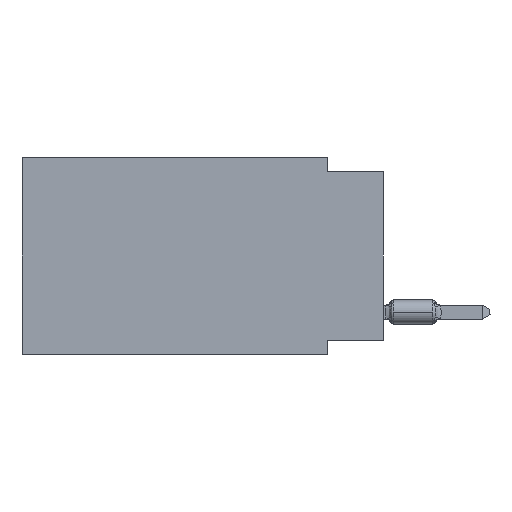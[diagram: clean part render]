
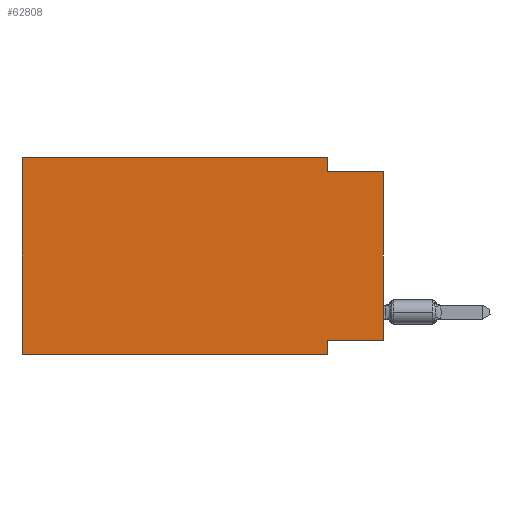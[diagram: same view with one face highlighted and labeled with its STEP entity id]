
A CAD part, left-side view. The second image highlights one B-rep face of the part: STEP entity #62808.
In plain terms, the highlighted planar face has unit normal (-1, 0, 0).
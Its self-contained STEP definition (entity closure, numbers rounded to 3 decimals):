
#515 = ORIENTED_EDGE ( 'NONE', *, *, #36134, .T. ) ;
#619 = FACE_OUTER_BOUND ( 'NONE', #3691, .T. ) ;
#1775 = VECTOR ( 'NONE', #27211, 1000. ) ;
#3691 = EDGE_LOOP ( 'NONE', ( #41841, #73869, #85380, #15176, #17256, #515, #6645, #85324 ) ) ;
#3738 = DIRECTION ( 'NONE',  ( 0., 0., -1. ) ) ;
#4765 = CARTESIAN_POINT ( 'NONE',  ( 0., 16.383, 0. ) ) ;
#5329 = DIRECTION ( 'NONE',  ( 0., 1., 0. ) ) ;
#6645 = ORIENTED_EDGE ( 'NONE', *, *, #55484, .F. ) ;
#7804 = CARTESIAN_POINT ( 'NONE',  ( 0., 16.383, 0. ) ) ;
#8050 = DIRECTION ( 'NONE',  ( 0., 0., 1. ) ) ;
#8948 = VERTEX_POINT ( 'NONE', #68319 ) ;
#9860 = LINE ( 'NONE', #71992, #45841 ) ;
#9908 = VERTEX_POINT ( 'NONE', #86922 ) ;
#11553 = EDGE_CURVE ( 'NONE', #87909, #73973, #9860, .T. ) ;
#12539 = LINE ( 'NONE', #12977, #75707 ) ;
#12977 = CARTESIAN_POINT ( 'NONE',  ( 0., 0., 0. ) ) ;
#13213 = DIRECTION ( 'NONE',  ( 1., 0., 0. ) ) ;
#15176 = ORIENTED_EDGE ( 'NONE', *, *, #11553, .F. ) ;
#17256 = ORIENTED_EDGE ( 'NONE', *, *, #28074, .F. ) ;
#20900 = AXIS2_PLACEMENT_3D ( 'NONE', #7804, #13213, #54645 ) ;
#21243 = EDGE_CURVE ( 'NONE', #48933, #28684, #70033, .T. ) ;
#22438 = DIRECTION ( 'NONE',  ( 0., 0., -1. ) ) ;
#23037 = CARTESIAN_POINT ( 'NONE',  ( 0., 2.54, -0.635 ) ) ;
#27211 = DIRECTION ( 'NONE',  ( 0., -1., 0. ) ) ;
#28074 = EDGE_CURVE ( 'NONE', #8948, #87909, #62985, .T. ) ;
#28599 = DIRECTION ( 'NONE',  ( 0., -1., 0. ) ) ;
#28684 = VERTEX_POINT ( 'NONE', #32175 ) ;
#32175 = CARTESIAN_POINT ( 'NONE',  ( 0., 0., -0.635 ) ) ;
#34821 = VERTEX_POINT ( 'NONE', #66413 ) ;
#34902 = CARTESIAN_POINT ( 'NONE',  ( 0., 0., -0.635 ) ) ;
#36134 = EDGE_CURVE ( 'NONE', #8948, #9908, #82597, .T. ) ;
#38532 = VECTOR ( 'NONE', #28599, 1000. ) ;
#41841 = ORIENTED_EDGE ( 'NONE', *, *, #75762, .T. ) ;
#42503 = CARTESIAN_POINT ( 'NONE',  ( 0., 16.383, -8.89 ) ) ;
#43146 = CARTESIAN_POINT ( 'NONE',  ( 0., 16.383, 0. ) ) ;
#44696 = LINE ( 'NONE', #57755, #87612 ) ;
#45400 = CARTESIAN_POINT ( 'NONE',  ( 0., 0., -8.255 ) ) ;
#45841 = VECTOR ( 'NONE', #64785, 1000. ) ;
#48933 = VERTEX_POINT ( 'NONE', #23037 ) ;
#54645 = DIRECTION ( 'NONE',  ( 0., 0., -1. ) ) ;
#55484 = EDGE_CURVE ( 'NONE', #69628, #9908, #44696, .T. ) ;
#55599 = VECTOR ( 'NONE', #8050, 1000. ) ;
#57755 = CARTESIAN_POINT ( 'NONE',  ( 0., 2.54, -8.89 ) ) ;
#62737 = PLANE ( 'NONE',  #20900 ) ;
#62808 = ADVANCED_FACE ( 'NONE', ( #619 ), #62737, .F. ) ;
#62985 = LINE ( 'NONE', #43146, #55599 ) ;
#62991 = CARTESIAN_POINT ( 'NONE',  ( 0., 2.54, 0. ) ) ;
#63197 = CARTESIAN_POINT ( 'NONE',  ( 0., 2.54, -8.255 ) ) ;
#63589 = CARTESIAN_POINT ( 'NONE',  ( 0., 2.54, 0. ) ) ;
#64785 = DIRECTION ( 'NONE',  ( 0., -1., 0. ) ) ;
#66413 = CARTESIAN_POINT ( 'NONE',  ( 0., 0., -8.255 ) ) ;
#68319 = CARTESIAN_POINT ( 'NONE',  ( 0., 16.383, -8.89 ) ) ;
#68354 = DIRECTION ( 'NONE',  ( 0., 0., 1. ) ) ;
#69628 = VERTEX_POINT ( 'NONE', #63197 ) ;
#70033 = LINE ( 'NONE', #34902, #38532 ) ;
#71327 = EDGE_CURVE ( 'NONE', #73973, #48933, #76068, .T. ) ;
#71992 = CARTESIAN_POINT ( 'NONE',  ( 0., 16.383, 0. ) ) ;
#73869 = ORIENTED_EDGE ( 'NONE', *, *, #21243, .F. ) ;
#73973 = VERTEX_POINT ( 'NONE', #63589 ) ;
#75707 = VECTOR ( 'NONE', #68354, 1000. ) ;
#75762 = EDGE_CURVE ( 'NONE', #34821, #28684, #12539, .T. ) ;
#76068 = LINE ( 'NONE', #62991, #77447 ) ;
#76324 = EDGE_CURVE ( 'NONE', #34821, #69628, #86377, .T. ) ;
#77447 = VECTOR ( 'NONE', #22438, 1000. ) ;
#82597 = LINE ( 'NONE', #42503, #1775 ) ;
#84140 = VECTOR ( 'NONE', #5329, 1000. ) ;
#85324 = ORIENTED_EDGE ( 'NONE', *, *, #76324, .F. ) ;
#85380 = ORIENTED_EDGE ( 'NONE', *, *, #71327, .F. ) ;
#86377 = LINE ( 'NONE', #45400, #84140 ) ;
#86922 = CARTESIAN_POINT ( 'NONE',  ( 0., 2.54, -8.89 ) ) ;
#87612 = VECTOR ( 'NONE', #3738, 1000. ) ;
#87909 = VERTEX_POINT ( 'NONE', #4765 ) ;
